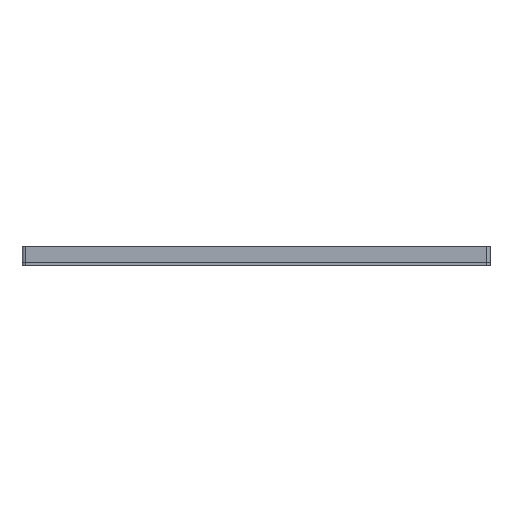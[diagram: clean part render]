
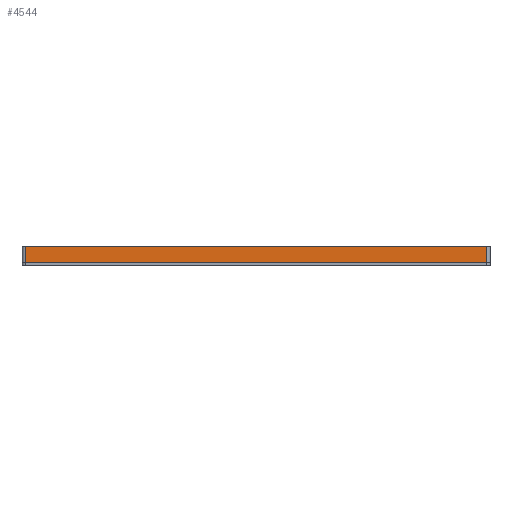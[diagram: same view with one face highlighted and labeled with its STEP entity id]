
A CAD part, front view. The second image highlights one B-rep face of the part: STEP entity #4544.
In plain terms, the highlighted planar face has unit normal (0, -1, 0).
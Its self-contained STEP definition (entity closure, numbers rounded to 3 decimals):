
#553=CARTESIAN_POINT('Vertex',(-6.2,-64.5,0.)) ;
#557=CARTESIAN_POINT('Control Point',(-6.2,-64.5,0.)) ;
#558=CARTESIAN_POINT('Control Point',(133.3,-64.5,0.)) ;
#559=CARTESIAN_POINT('Vertex',(133.3,-64.5,0.)) ;
#2289=CARTESIAN_POINT('Vertex',(133.3,-64.5,-5.)) ;
#2292=CARTESIAN_POINT('Line Origine',(63.55,-64.5,-5.)) ;
#2296=CARTESIAN_POINT('Vertex',(-6.2,-64.5,-5.)) ;
#4516=CARTESIAN_POINT('Line Origine',(-6.2,-64.5,-2.5)) ;
#4528=CARTESIAN_POINT('Axis2P3D Location',(-7.2,-64.5,0.)) ;
#4533=CARTESIAN_POINT('Line Origine',(133.3,-64.5,-2.5)) ;
#2294=VECTOR('Line Direction',#2293,1.) ;
#4518=VECTOR('Line Direction',#4517,1.) ;
#4535=VECTOR('Line Direction',#4534,1.) ;
#2293=DIRECTION('Vector Direction',(1.,0.,0.)) ;
#4517=DIRECTION('Vector Direction',(0.,0.,-1.)) ;
#4529=DIRECTION('Axis2P3D Direction',(-0.,1.,0.)) ;
#4530=DIRECTION('Axis2P3D XDirection',(1.,0.,0.)) ;
#4534=DIRECTION('Vector Direction',(0.,0.,-1.)) ;
#4531=AXIS2_PLACEMENT_3D('Plane Axis2P3D',#4528,#4529,#4530) ;
#2295=LINE('Line',#2292,#2294) ;
#4519=LINE('Line',#4516,#4518) ;
#4536=LINE('Line',#4533,#4535) ;
#4532=PLANE('',#4531) ;
#561=EDGE_CURVE('',#554,#560,#556,.T.) ;
#2298=EDGE_CURVE('',#2297,#2290,#2295,.T.) ;
#4520=EDGE_CURVE('',#554,#2297,#4519,.T.) ;
#4537=EDGE_CURVE('',#560,#2290,#4536,.T.) ;
#4539=ORIENTED_EDGE('',*,*,#4520,.T.) ;
#4540=ORIENTED_EDGE('',*,*,#2298,.T.) ;
#4541=ORIENTED_EDGE('',*,*,#4537,.F.) ;
#4542=ORIENTED_EDGE('',*,*,#561,.F.) ;
#4538=EDGE_LOOP('',(#4539,#4540,#4541,#4542)) ;
#554=VERTEX_POINT('',#553) ;
#560=VERTEX_POINT('',#559) ;
#2290=VERTEX_POINT('',#2289) ;
#2297=VERTEX_POINT('',#2296) ;
#4544=ADVANCED_FACE('Spacer',(#4543),#4532,.F.) ;
#556=B_SPLINE_CURVE_WITH_KNOTS('',1,(#557,#558),.UNSPECIFIED.,.F.,.U.,(2,2),(1.,140.5),.UNSPECIFIED.) ;
#4543=FACE_OUTER_BOUND('',#4538,.T.) ;
